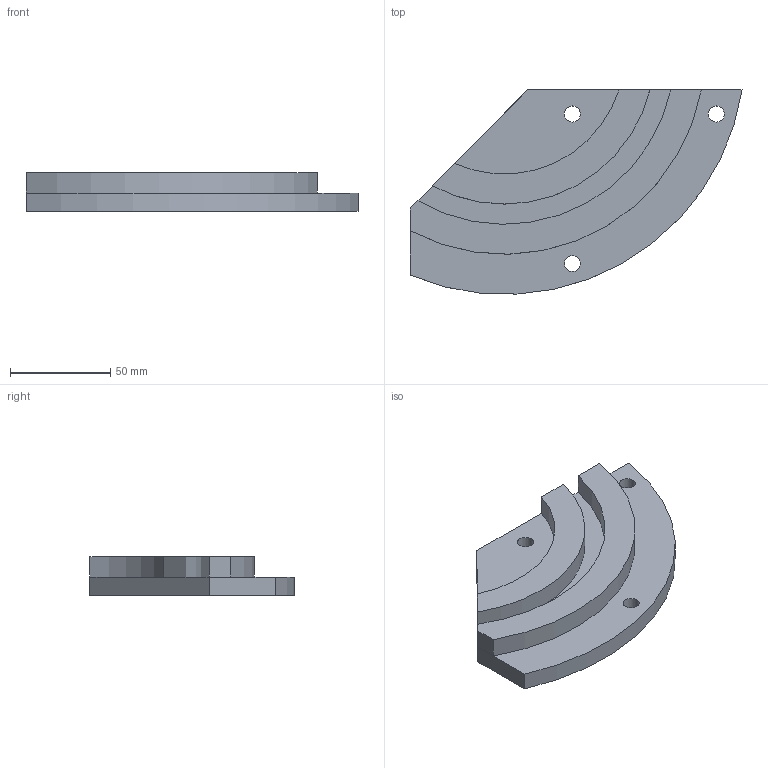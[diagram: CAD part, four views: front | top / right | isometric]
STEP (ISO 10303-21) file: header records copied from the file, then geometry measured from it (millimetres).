
FILE_DESCRIPTION(('FreeCAD Model'),'2;1');
FILE_NAME('Tourillon female - drawing 1.step','2020-10-30T19:15:40',('Author'),(''), 'Open CASCADE STEP processor 7.4','FreeCAD','Unknown');
FILE_SCHEMA(('AUTOMOTIVE_DESIGN { 1 0 10303 214 1 1 1 1 }'));
Length unit declared in the file: millimetre
Products named in the file (1): Body
Bounding box: 165.64 x 101.83 x 19 mm (x, y, z)
Volume: 151261.5 mm3; surface area: 34976.4 mm2
Topology: 1 solids, 1 shells, 24 faces, 57 edges, 35 vertices
Faces by surface type: plane 16, cylinder 8
Full cylindrical faces by diameter (mm): 8 x3
Entity records: 1514 total; most frequent: CARTESIAN_POINT 333, DIRECTION 223, LINE 133, VECTOR 133, ORIENTED_EDGE 114, PCURVE 114, DEFINITIONAL_REPRESENTATION 114, EDGE_CURVE 57
